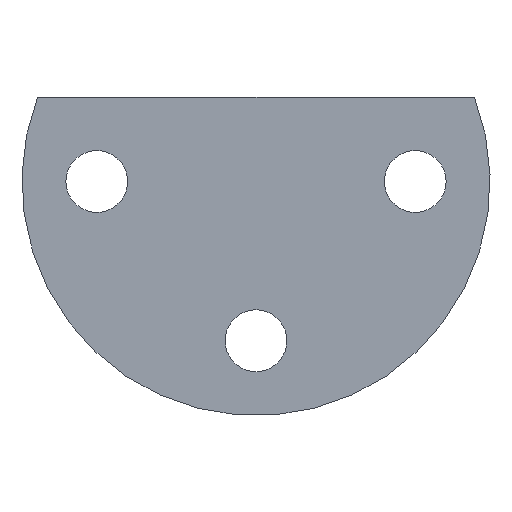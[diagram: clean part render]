
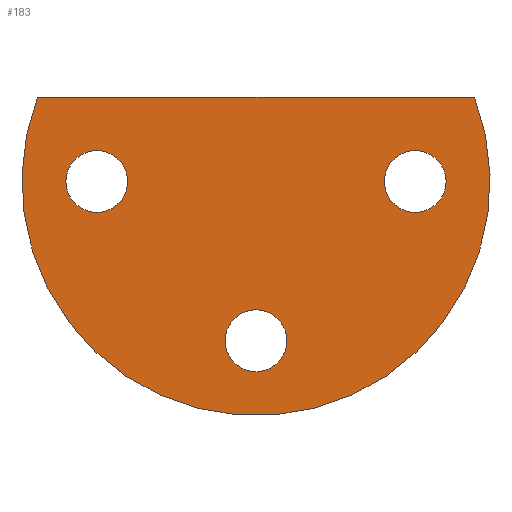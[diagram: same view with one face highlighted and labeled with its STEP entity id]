
A CAD part, left-side view. The second image highlights one B-rep face of the part: STEP entity #183.
In plain terms, the highlighted planar face has unit normal (-1, 0, 0).
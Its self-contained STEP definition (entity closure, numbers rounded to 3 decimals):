
#183 = ADVANCED_FACE( '', ( #384, #385, #386, #387 ), #388, .F. );
#384 = FACE_OUTER_BOUND( '', #641, .T. );
#385 = FACE_BOUND( '', #642, .T. );
#386 = FACE_BOUND( '', #643, .T. );
#387 = FACE_BOUND( '', #644, .T. );
#388 = PLANE( '', #645 );
#641 = EDGE_LOOP( '', ( #955, #956 ) );
#642 = EDGE_LOOP( '', ( #957 ) );
#643 = EDGE_LOOP( '', ( #958 ) );
#644 = EDGE_LOOP( '', ( #959 ) );
#645 = AXIS2_PLACEMENT_3D( '', #960, #961, #962 );
#955 = ORIENTED_EDGE( '', *, *, #1458, .F. );
#956 = ORIENTED_EDGE( '', *, *, #1481, .T. );
#957 = ORIENTED_EDGE( '', *, *, #1482, .F. );
#958 = ORIENTED_EDGE( '', *, *, #1483, .T. );
#959 = ORIENTED_EDGE( '', *, *, #1484, .F. );
#960 = CARTESIAN_POINT( '', ( 0., 0., 0. ) );
#961 = DIRECTION( '', ( 1., 0., 0. ) );
#962 = DIRECTION( '', ( 0., 0., -1. ) );
#1458 = EDGE_CURVE( '', #1703, #1699, #1705, .T. );
#1481 = EDGE_CURVE( '', #1703, #1699, #1741, .T. );
#1482 = EDGE_CURVE( '', #1742, #1742, #1743, .F. );
#1483 = EDGE_CURVE( '', #1744, #1744, #1745, .T. );
#1484 = EDGE_CURVE( '', #1746, #1746, #1747, .T. );
#1699 = VERTEX_POINT( '', #2090 );
#1703 = VERTEX_POINT( '', #2095 );
#1705 = CIRCLE( '', #2098, 25. );
#1741 = LINE( '', #2141, #2142 );
#1742 = VERTEX_POINT( '', #2143 );
#1743 = CIRCLE( '', #2144, 3.3 );
#1744 = VERTEX_POINT( '', #2145 );
#1745 = CIRCLE( '', #2146, 3.3 );
#1746 = VERTEX_POINT( '', #2147 );
#1747 = CIRCLE( '', #2148, 3.3 );
#2090 = CARTESIAN_POINT( '', ( 0., 23.324, 9. ) );
#2095 = CARTESIAN_POINT( '', ( 0., -23.324, 9. ) );
#2098 = AXIS2_PLACEMENT_3D( '', #2602, #2603, #2604 );
#2141 = CARTESIAN_POINT( '', ( 0., -27., 9. ) );
#2142 = VECTOR( '', #2653, 1000. );
#2143 = CARTESIAN_POINT( '', ( 0., 17., -3.3 ) );
#2144 = AXIS2_PLACEMENT_3D( '', #2654, #2655, #2656 );
#2145 = CARTESIAN_POINT( '', ( 0., 0., -20.3 ) );
#2146 = AXIS2_PLACEMENT_3D( '', #2657, #2658, #2659 );
#2147 = CARTESIAN_POINT( '', ( 0., -17., 3.3 ) );
#2148 = AXIS2_PLACEMENT_3D( '', #2660, #2661, #2662 );
#2602 = CARTESIAN_POINT( '', ( 0., 0., 0. ) );
#2603 = DIRECTION( '', ( 1., 0., 0. ) );
#2604 = DIRECTION( '', ( 0., 0., -1. ) );
#2653 = DIRECTION( '', ( 0., 1., 0. ) );
#2654 = CARTESIAN_POINT( '', ( 0., 17., 0. ) );
#2655 = DIRECTION( '', ( 1., 0., 0. ) );
#2656 = DIRECTION( '', ( 0., 0., -1. ) );
#2657 = CARTESIAN_POINT( '', ( 0., 0., -17. ) );
#2658 = DIRECTION( '', ( 1., 0., 0. ) );
#2659 = DIRECTION( '', ( 0., 0., -1. ) );
#2660 = CARTESIAN_POINT( '', ( 0., -17., 0. ) );
#2661 = DIRECTION( '', ( -1., 0., 0. ) );
#2662 = DIRECTION( '', ( 0., 0., 1. ) );
